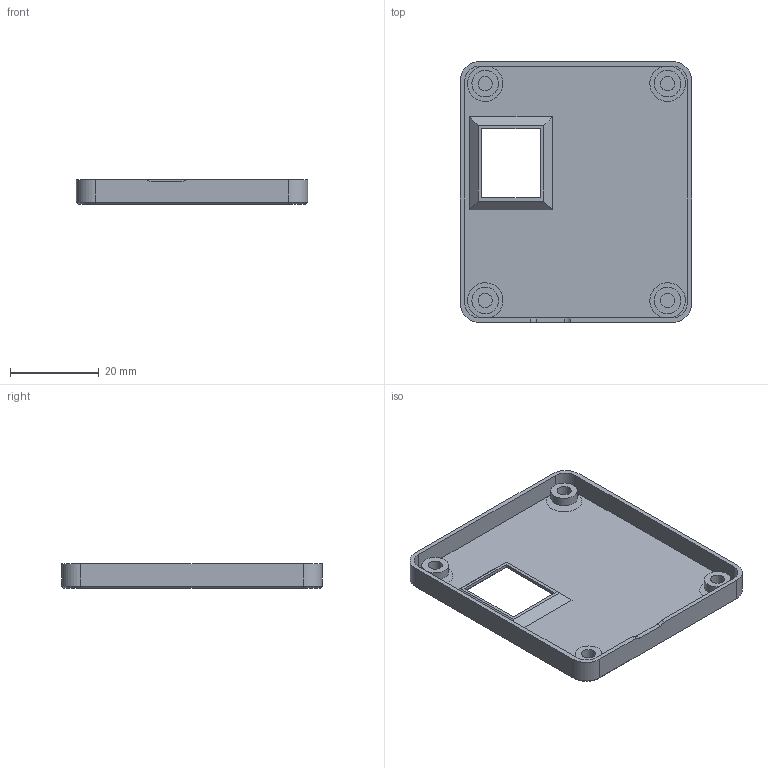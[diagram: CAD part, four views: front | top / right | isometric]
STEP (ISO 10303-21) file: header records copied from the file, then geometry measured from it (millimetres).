
FILE_DESCRIPTION(/* description */ (''),/* implementation_level */ '2;1');
FILE_NAME(/* name */ 'case_type1_bottom.step',/* time_stamp */ '2025-10-16T13:34:33+09:00',/* author */ (''),/* organization */ (''),/* preprocessor_version */ 'ST-DEVELOPER v20.1',/* originating_system */ 'Autodesk Translation Framework v14.17.0.0',/* authorisation */ '');
FILE_SCHEMA (('AUTOMOTIVE_DESIGN { 1 0 10303 214 3 1 1 }'));
Length unit declared in the file: millimetre
Products named in the file (1): case_type1_bottom
Bounding box: 52.13 x 58.76 x 5.6 mm (x, y, z)
Volume: 4089.6 mm3; surface area: 8215.4 mm2
Topology: 1 solids, 1 shells, 59 faces, 156 edges, 100 vertices
Faces by surface type: plane 33, cylinder 18, cone 8
Full cylindrical faces by diameter (mm): 3.2 x4, 6 x4
Entity records: 1875 total; most frequent: DIRECTION 324, CARTESIAN_POINT 324, ORIENTED_EDGE 312, EDGE_CURVE 156, AXIS2_PLACEMENT_3D 112, LINE 100, VECTOR 100, VERTEX_POINT 100
